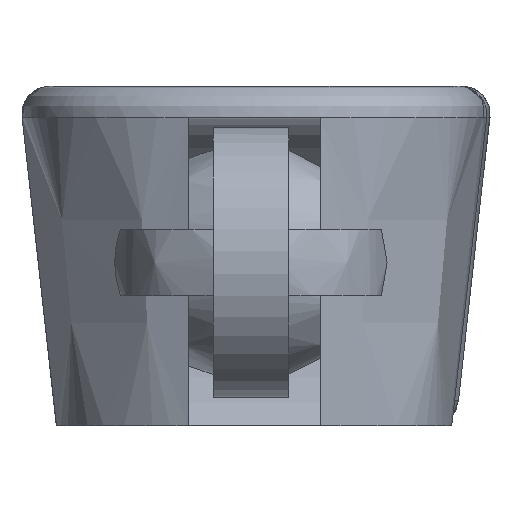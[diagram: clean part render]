
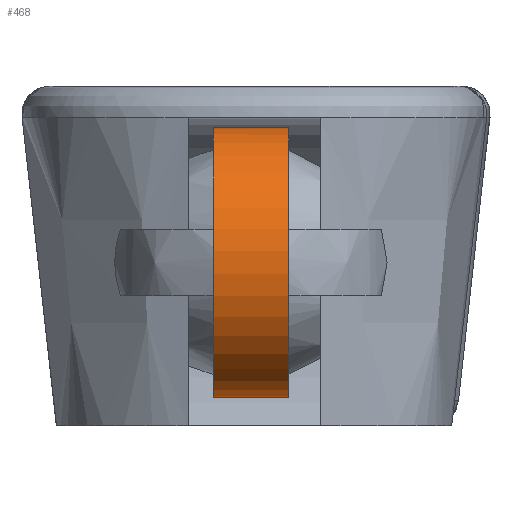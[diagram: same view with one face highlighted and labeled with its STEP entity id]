
A CAD part, left-side view. The second image highlights one B-rep face of the part: STEP entity #468.
In plain terms, the highlighted cylindrical face has radius 3.581 mm (diameter 7.162 mm), a partial arc.
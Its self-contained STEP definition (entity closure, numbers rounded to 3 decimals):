
#12=CYLINDRICAL_SURFACE('',#6452,3.581);
#468=ADVANCED_FACE('',(#909),#12,.T.);
#909=FACE_OUTER_BOUND('',#1400,.T.);
#1400=EDGE_LOOP('',(#2818,#2819,#2820,#2821,#2822,#2823,#2824));
#2818=ORIENTED_EDGE('',*,*,#3987,.T.);
#2819=ORIENTED_EDGE('',*,*,#4018,.T.);
#2820=ORIENTED_EDGE('',*,*,#3998,.T.);
#2821=ORIENTED_EDGE('',*,*,#3988,.T.);
#2822=ORIENTED_EDGE('',*,*,#4007,.F.);
#2823=ORIENTED_EDGE('',*,*,#4027,.F.);
#2824=ORIENTED_EDGE('',*,*,#3986,.F.);
#3986=EDGE_CURVE('',#5639,#5640,#5077,.T.);
#3987=EDGE_CURVE('',#5639,#5658,#4299,.T.);
#3988=EDGE_CURVE('',#5641,#5642,#4582,.T.);
#3998=EDGE_CURVE('',#5646,#5641,#4300,.T.);
#4007=EDGE_CURVE('',#5652,#5642,#4301,.T.);
#4018=EDGE_CURVE('',#5658,#5646,#4302,.T.);
#4027=EDGE_CURVE('',#5640,#5652,#4303,.T.);
#4299=TRIMMED_CURVE($,#4383,(#24298),(#24299),.T.,.CARTESIAN.);
#4300=TRIMMED_CURVE($,#4384,(#24443),(#24444),.T.,.CARTESIAN.);
#4301=TRIMMED_CURVE($,#4385,(#24473),(#24474),.T.,.CARTESIAN.);
#4302=TRIMMED_CURVE($,#4386,(#24503),(#24504),.T.,.CARTESIAN.);
#4303=TRIMMED_CURVE($,#4387,(#24565),(#24566),.T.,.CARTESIAN.);
#4383=CIRCLE('',#6467,3.581);
#4384=CIRCLE('',#6468,3.581);
#4385=CIRCLE('',#6469,3.581);
#4386=CIRCLE('',#6470,3.581);
#4387=CIRCLE('',#6471,3.581);
#4582=(
BOUNDED_CURVE()
B_SPLINE_CURVE(1,(#24300,#24301),.UNSPECIFIED.,.F.,.F.)
B_SPLINE_CURVE_WITH_KNOTS((2,2),(0.,2.),.UNSPECIFIED.)
CURVE()
GEOMETRIC_REPRESENTATION_ITEM()
RATIONAL_B_SPLINE_CURVE((1.,1.))
REPRESENTATION_ITEM('')
);
#5077=B_SPLINE_CURVE_WITH_KNOTS('',1,(#24295,#24296),.UNSPECIFIED.,.F.,
 .F.,(2,2),(0.,2.),.UNSPECIFIED.);
#5639=VERTEX_POINT('',#24257);
#5640=VERTEX_POINT('',#24258);
#5641=VERTEX_POINT('',#24259);
#5642=VERTEX_POINT('',#24260);
#5646=VERTEX_POINT('',#24264);
#5652=VERTEX_POINT('',#24270);
#5658=VERTEX_POINT('',#24276);
#6452=AXIS2_PLACEMENT_3D('',#24240,#6768,$);
#6467=AXIS2_PLACEMENT_3D($,#24297,#6785,#6786);
#6468=AXIS2_PLACEMENT_3D($,#24442,#6787,#6788);
#6469=AXIS2_PLACEMENT_3D($,#24472,#6789,#6790);
#6470=AXIS2_PLACEMENT_3D($,#24502,#6791,#6792);
#6471=AXIS2_PLACEMENT_3D($,#24564,#6793,#6794);
#6768=DIRECTION('',(0.,-1.,0.));
#6785=DIRECTION('',(0.,-1.,0.));
#6786=DIRECTION('',(0.,0.,1.));
#6787=DIRECTION('',(0.,-1.,0.));
#6788=DIRECTION('',(-0.969,0.,-0.246));
#6789=DIRECTION('',(0.,-1.,0.));
#6790=DIRECTION('',(-0.969,0.,-0.246));
#6791=DIRECTION('',(0.,-1.,0.));
#6792=DIRECTION('',(-0.969,0.,0.246));
#6793=DIRECTION('',(0.,-1.,0.));
#6794=DIRECTION('',(0.,0.,1.));
#24240=CARTESIAN_POINT('',(-114.419,74.935,4.331));
#24257=CARTESIAN_POINT('',(-114.419,75.935,7.912));
#24258=CARTESIAN_POINT('',(-114.419,73.935,7.912));
#24259=CARTESIAN_POINT('',(-114.419,75.935,0.75));
#24260=CARTESIAN_POINT('',(-114.419,73.935,0.75));
#24264=CARTESIAN_POINT('',(-117.89,75.935,3.449));
#24270=CARTESIAN_POINT('',(-117.89,73.935,3.449));
#24276=CARTESIAN_POINT('',(-117.89,75.935,5.213));
#24295=CARTESIAN_POINT('',(-114.419,75.935,7.912));
#24296=CARTESIAN_POINT('',(-114.419,73.935,7.912));
#24297=CARTESIAN_POINT('',(-114.419,75.935,4.331));
#24298=CARTESIAN_POINT('',(-114.419,75.935,7.912));
#24299=CARTESIAN_POINT('',(-117.89,75.935,5.213));
#24300=CARTESIAN_POINT('',(-114.419,75.935,0.75));
#24301=CARTESIAN_POINT('',(-114.419,73.935,0.75));
#24442=CARTESIAN_POINT('',(-114.419,75.935,4.331));
#24443=CARTESIAN_POINT('',(-117.89,75.935,3.449));
#24444=CARTESIAN_POINT('',(-114.419,75.935,0.75));
#24472=CARTESIAN_POINT('',(-114.419,73.935,4.331));
#24473=CARTESIAN_POINT('',(-117.89,73.935,3.449));
#24474=CARTESIAN_POINT('',(-114.419,73.935,0.75));
#24502=CARTESIAN_POINT('',(-114.419,75.935,4.331));
#24503=CARTESIAN_POINT('',(-117.89,75.935,5.213));
#24504=CARTESIAN_POINT('',(-117.89,75.935,3.449));
#24564=CARTESIAN_POINT('',(-114.419,73.935,4.331));
#24565=CARTESIAN_POINT('',(-114.419,73.935,7.912));
#24566=CARTESIAN_POINT('',(-117.89,73.935,3.449));
